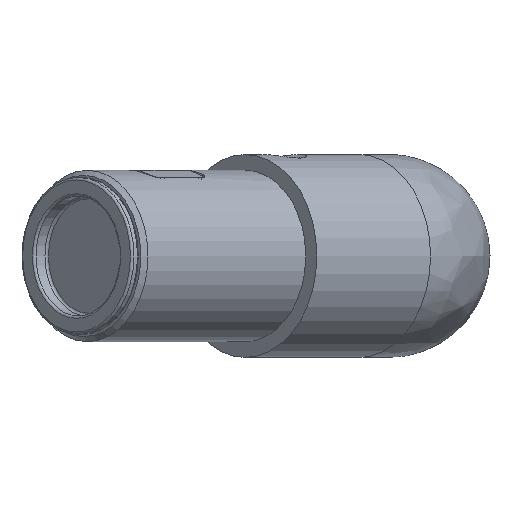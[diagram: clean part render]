
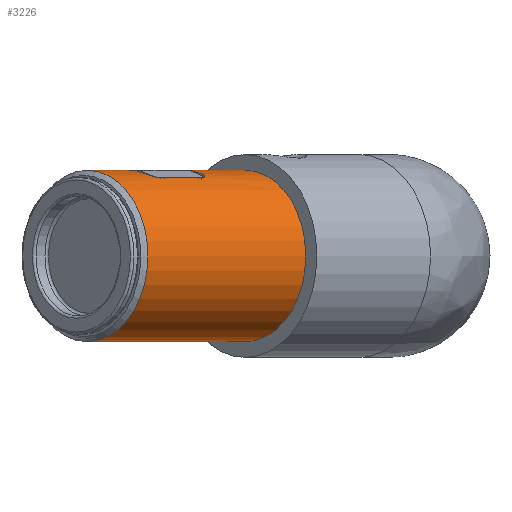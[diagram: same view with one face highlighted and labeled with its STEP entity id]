
A CAD part, left-side view. The second image highlights one B-rep face of the part: STEP entity #3226.
In plain terms, the highlighted cylindrical face has radius 16.9 mm (diameter 33.8 mm), a full revolution.
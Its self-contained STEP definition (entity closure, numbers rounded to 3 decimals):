
#179=FACE_BOUND('',#645,.T.);
#202=ELLIPSE('',#3476,17.496,16.9);
#253=CIRCLE('',#3455,16.9);
#263=CIRCLE('',#3475,16.9);
#264=CIRCLE('',#3477,16.9);
#392=CYLINDRICAL_SURFACE('',#3474,16.9);
#440=FACE_OUTER_BOUND('',#644,.T.);
#644=EDGE_LOOP('',(#2313,#2314,#2315,#2316));
#645=EDGE_LOOP('',(#2317,#2318,#2319,#2320,#2321,#2322,#2323,#2324));
#869=LINE('',#6381,#1134);
#870=LINE('',#6397,#1135);
#871=LINE('',#6423,#1136);
#1134=VECTOR('',#3880,16.9);
#1135=VECTOR('',#3883,1000.);
#1136=VECTOR('',#3886,1000.);
#1403=B_SPLINE_CURVE_WITH_KNOTS('',3,(#6386,#6387,#6388,#6389,#6390,#6391,
#6392,#6393,#6394,#6395),.UNSPECIFIED.,.F.,.F.,(4,2,2,2,4),(-0.952,
-0.869,-0.787,-0.706,-0.625),
 .UNSPECIFIED.);
#1404=B_SPLINE_CURVE_WITH_KNOTS('',3,(#6399,#6400,#6401,#6402,#6403,#6404,
#6405,#6406,#6407,#6408),.UNSPECIFIED.,.F.,.F.,(4,2,2,2,4),(-1.236,
-1.16,-1.085,-1.004,-0.924),
 .UNSPECIFIED.);
#1405=B_SPLINE_CURVE_WITH_KNOTS('',3,(#6412,#6413,#6414,#6415,#6416,#6417,
#6418,#6419,#6420,#6421),.UNSPECIFIED.,.F.,.F.,(4,2,2,2,4),(-0.929,
-0.849,-0.769,-0.693,-0.618),
 .UNSPECIFIED.);
#1406=B_SPLINE_CURVE_WITH_KNOTS('',3,(#6424,#6425,#6426,#6427,#6428,#6429,
#6430,#6431,#6432,#6433),.UNSPECIFIED.,.F.,.F.,(4,2,2,2,4),(-1.258,
-1.177,-1.096,-1.014,-0.931),
 .UNSPECIFIED.);
#1448=VERTEX_POINT('',#6031);
#1469=VERTEX_POINT('',#6379);
#1470=VERTEX_POINT('',#6382);
#1471=VERTEX_POINT('',#6383);
#1472=VERTEX_POINT('',#6385);
#1473=VERTEX_POINT('',#6396);
#1474=VERTEX_POINT('',#6398);
#1475=VERTEX_POINT('',#6409);
#1476=VERTEX_POINT('',#6411);
#1477=VERTEX_POINT('',#6422);
#1772=EDGE_CURVE('',#1448,#1448,#253,.T.);
#1803=EDGE_CURVE('',#1469,#1469,#263,.T.);
#1804=EDGE_CURVE('',#1469,#1448,#869,.T.);
#1805=EDGE_CURVE('',#1470,#1471,#202,.T.);
#1806=EDGE_CURVE('',#1470,#1472,#1403,.T.);
#1807=EDGE_CURVE('',#1473,#1472,#870,.T.);
#1808=EDGE_CURVE('',#1473,#1474,#1404,.T.);
#1809=EDGE_CURVE('',#1475,#1474,#264,.T.);
#1810=EDGE_CURVE('',#1475,#1476,#1405,.T.);
#1811=EDGE_CURVE('',#1477,#1476,#871,.T.);
#1812=EDGE_CURVE('',#1477,#1471,#1406,.T.);
#2313=ORIENTED_EDGE('',*,*,#1803,.T.);
#2314=ORIENTED_EDGE('',*,*,#1804,.T.);
#2315=ORIENTED_EDGE('',*,*,#1772,.T.);
#2316=ORIENTED_EDGE('',*,*,#1804,.F.);
#2317=ORIENTED_EDGE('',*,*,#1805,.F.);
#2318=ORIENTED_EDGE('',*,*,#1806,.T.);
#2319=ORIENTED_EDGE('',*,*,#1807,.F.);
#2320=ORIENTED_EDGE('',*,*,#1808,.T.);
#2321=ORIENTED_EDGE('',*,*,#1809,.F.);
#2322=ORIENTED_EDGE('',*,*,#1810,.T.);
#2323=ORIENTED_EDGE('',*,*,#1811,.F.);
#2324=ORIENTED_EDGE('',*,*,#1812,.T.);
#3226=ADVANCED_FACE('',(#440,#179),#392,.T.);
#3455=AXIS2_PLACEMENT_3D('',#6032,#3830,#3831);
#3474=AXIS2_PLACEMENT_3D('',#6378,#3876,#3877);
#3475=AXIS2_PLACEMENT_3D('',#6380,#3878,#3879);
#3476=AXIS2_PLACEMENT_3D('',#6384,#3881,#3882);
#3477=AXIS2_PLACEMENT_3D('',#6410,#3884,#3885);
#3830=DIRECTION('center_axis',(0.707,-0.707,0.));
#3831=DIRECTION('ref_axis',(-0.707,-0.707,0.));
#3876=DIRECTION('center_axis',(0.707,-0.707,0.));
#3877=DIRECTION('ref_axis',(0.707,0.707,0.));
#3878=DIRECTION('center_axis',(-0.707,0.707,0.));
#3879=DIRECTION('ref_axis',(-0.707,-0.707,0.));
#3880=DIRECTION('',(-0.707,0.707,0.));
#3881=DIRECTION('center_axis',(-0.683,0.683,0.259));
#3882=DIRECTION('ref_axis',(0.183,-0.183,0.966));
#3883=DIRECTION('',(0.707,-0.707,0.));
#3884=DIRECTION('center_axis',(0.707,-0.707,0.));
#3885=DIRECTION('ref_axis',(0.707,0.707,0.));
#3886=DIRECTION('',(-0.707,0.707,0.));
#6031=CARTESIAN_POINT('',(-92.727,4.553,19.399));
#6032=CARTESIAN_POINT('Origin',(-80.777,16.504,19.399));
#6378=CARTESIAN_POINT('Origin',(-81.484,17.211,19.399));
#6379=CARTESIAN_POINT('',(-61.615,-26.559,19.399));
#6380=CARTESIAN_POINT('Origin',(-49.665,-14.609,19.399));
#6381=CARTESIAN_POINT('',(-93.434,5.261,19.399));
#6382=CARTESIAN_POINT('',(-65.134,-6.21,35.542));
#6383=CARTESIAN_POINT('',(-58.063,0.861,35.542));
#6384=CARTESIAN_POINT('Origin',(-64.658,0.384,19.399));
#6385=CARTESIAN_POINT('',(-68.157,-6.016,34.781));
#6386=CARTESIAN_POINT('Ctrl Pts',(-65.134,-6.21,35.542));
#6387=CARTESIAN_POINT('Ctrl Pts',(-65.335,-6.38,35.461));
#6388=CARTESIAN_POINT('Ctrl Pts',(-65.583,-6.515,35.369));
#6389=CARTESIAN_POINT('Ctrl Pts',(-66.117,-6.677,35.19));
#6390=CARTESIAN_POINT('Ctrl Pts',(-66.402,-6.703,35.103));
#6391=CARTESIAN_POINT('Ctrl Pts',(-66.927,-6.666,34.962));
#6392=CARTESIAN_POINT('Ctrl Pts',(-67.206,-6.601,34.896));
#6393=CARTESIAN_POINT('Ctrl Pts',(-67.726,-6.371,34.805));
#6394=CARTESIAN_POINT('Ctrl Pts',(-67.966,-6.207,34.781));
#6395=CARTESIAN_POINT('Ctrl Pts',(-68.157,-6.016,34.781));
#6396=CARTESIAN_POINT('',(-76.181,2.008,34.781));
#6397=CARTESIAN_POINT('',(-86.434,12.261,34.781));
#6398=CARTESIAN_POINT('',(-76.181,4.836,35.542));
#6399=CARTESIAN_POINT('Ctrl Pts',(-76.181,2.008,34.781));
#6400=CARTESIAN_POINT('Ctrl Pts',(-76.359,2.186,34.781));
#6401=CARTESIAN_POINT('Ctrl Pts',(-76.511,2.409,34.804));
#6402=CARTESIAN_POINT('Ctrl Pts',(-76.714,2.894,34.892));
#6403=CARTESIAN_POINT('Ctrl Pts',(-76.764,3.155,34.957));
#6404=CARTESIAN_POINT('Ctrl Pts',(-76.77,3.654,35.101));
#6405=CARTESIAN_POINT('Ctrl Pts',(-76.721,3.926,35.19));
#6406=CARTESIAN_POINT('Ctrl Pts',(-76.517,4.427,35.371));
#6407=CARTESIAN_POINT('Ctrl Pts',(-76.362,4.655,35.463));
#6408=CARTESIAN_POINT('Ctrl Pts',(-76.181,4.836,35.542));
#6409=CARTESIAN_POINT('',(-69.11,11.907,35.542));
#6410=CARTESIAN_POINT('Origin',(-72.645,8.372,19.399));
#6411=CARTESIAN_POINT('',(-66.282,11.907,34.781));
#6412=CARTESIAN_POINT('Ctrl Pts',(-69.11,11.907,35.542));
#6413=CARTESIAN_POINT('Ctrl Pts',(-68.929,12.088,35.463));
#6414=CARTESIAN_POINT('Ctrl Pts',(-68.7,12.243,35.371));
#6415=CARTESIAN_POINT('Ctrl Pts',(-68.2,12.447,35.19));
#6416=CARTESIAN_POINT('Ctrl Pts',(-67.928,12.496,35.101));
#6417=CARTESIAN_POINT('Ctrl Pts',(-67.428,12.49,34.957));
#6418=CARTESIAN_POINT('Ctrl Pts',(-67.168,12.44,34.892));
#6419=CARTESIAN_POINT('Ctrl Pts',(-66.683,12.238,34.804));
#6420=CARTESIAN_POINT('Ctrl Pts',(-66.459,12.085,34.781));
#6421=CARTESIAN_POINT('Ctrl Pts',(-66.282,11.907,34.781));
#6422=CARTESIAN_POINT('',(-58.257,3.883,34.781));
#6423=CARTESIAN_POINT('',(-76.535,22.16,34.781));
#6424=CARTESIAN_POINT('Ctrl Pts',(-58.257,3.883,34.781));
#6425=CARTESIAN_POINT('Ctrl Pts',(-58.067,3.692,34.781));
#6426=CARTESIAN_POINT('Ctrl Pts',(-57.902,3.452,34.805));
#6427=CARTESIAN_POINT('Ctrl Pts',(-57.673,2.933,34.896));
#6428=CARTESIAN_POINT('Ctrl Pts',(-57.607,2.653,34.962));
#6429=CARTESIAN_POINT('Ctrl Pts',(-57.57,2.129,35.103));
#6430=CARTESIAN_POINT('Ctrl Pts',(-57.597,1.844,35.19));
#6431=CARTESIAN_POINT('Ctrl Pts',(-57.759,1.31,35.369));
#6432=CARTESIAN_POINT('Ctrl Pts',(-57.894,1.061,35.461));
#6433=CARTESIAN_POINT('Ctrl Pts',(-58.063,0.861,35.542));
